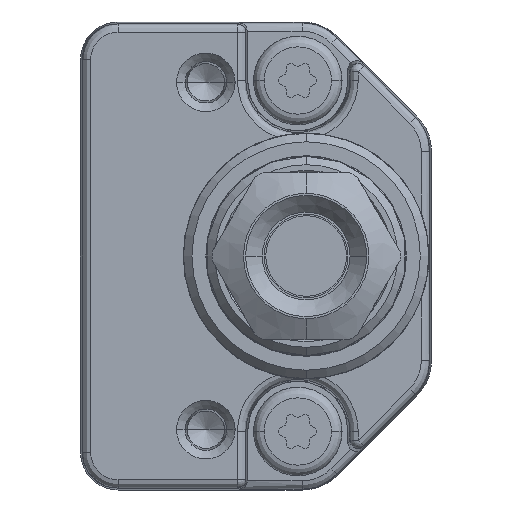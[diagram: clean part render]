
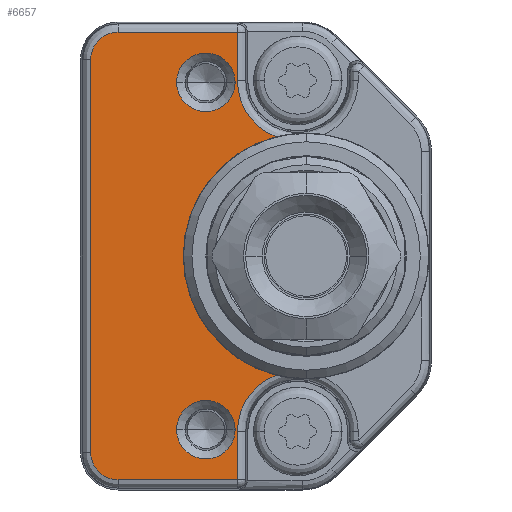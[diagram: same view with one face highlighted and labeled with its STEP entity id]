
A CAD part, left-side view. The second image highlights one B-rep face of the part: STEP entity #6657.
In plain terms, the highlighted planar face has unit normal (-1, 0, 0).
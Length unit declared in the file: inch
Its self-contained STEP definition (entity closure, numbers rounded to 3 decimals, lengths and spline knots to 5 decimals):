
#576=CARTESIAN_POINT('',(-13.,9.29653,-7.1271));
#704=CARTESIAN_POINT('',(-13.,9.29653,7.1271));
#727=CARTESIAN_POINT('',(-13.,8.,-10.5));
#728=DIRECTION('',(1.,0.,0.));
#729=DIRECTION('',(0.,1.,0.));
#730=AXIS2_PLACEMENT_3D('',#727,#728,#729);
#732=DIRECTION('',(0.,0.,1.));
#733=VECTOR('',#732,2.8909);
#734=CARTESIAN_POINT('',(-13.,11.61353,-13.3909));
#735=LINE('',#734,#733);
#736=DIRECTION('',(0.,-1.,0.));
#737=VECTOR('',#736,7.13647);
#738=CARTESIAN_POINT('',(-13.,18.75,-13.3909));
#739=LINE('',#738,#737);
#740=CARTESIAN_POINT('',(-13.,18.75,-11.75));
#741=DIRECTION('',(-1.,0.,0.));
#742=DIRECTION('',(0.,1.,0.));
#743=AXIS2_PLACEMENT_3D('',#740,#741,#742);
#745=DIRECTION('',(0.,0.,-1.));
#746=VECTOR('',#745,23.5);
#747=CARTESIAN_POINT('',(-13.,20.3909,11.75));
#748=LINE('',#747,#746);
#749=CARTESIAN_POINT('',(-13.,18.75,11.75));
#750=DIRECTION('',(-1.,0.,0.));
#751=DIRECTION('',(0.,0.,1.));
#752=AXIS2_PLACEMENT_3D('',#749,#750,#751);
#754=DIRECTION('',(0.,1.,0.));
#755=VECTOR('',#754,7.13647);
#756=CARTESIAN_POINT('',(-13.,11.61353,13.3909));
#757=LINE('',#756,#755);
#758=DIRECTION('',(0.,0.,1.));
#759=VECTOR('',#758,2.8909);
#760=CARTESIAN_POINT('',(-13.,11.61353,10.5));
#761=LINE('',#760,#759);
#762=CARTESIAN_POINT('',(-13.,8.,10.5));
#763=DIRECTION('',(1.,0.,0.));
#764=DIRECTION('',(0.,0.359,-0.933));
#765=AXIS2_PLACEMENT_3D('',#762,#763,#764);
#767=CARTESIAN_POINT('',(-13.,7.5,0.));
#768=DIRECTION('',(-1.,0.,0.));
#769=DIRECTION('',(0.,0.244,0.97));
#770=AXIS2_PLACEMENT_3D('',#767,#768,#769);
#772=CARTESIAN_POINT('',(-13.,13.5,-10.3923));
#773=DIRECTION('',(1.,0.,0.));
#774=DIRECTION('',(0.,-1.,0.));
#775=AXIS2_PLACEMENT_3D('',#772,#773,#774);
#777=CARTESIAN_POINT('',(-13.,13.5,-10.3923));
#778=DIRECTION('',(1.,0.,0.));
#779=DIRECTION('',(0.,1.,0.));
#780=AXIS2_PLACEMENT_3D('',#777,#778,#779);
#782=CARTESIAN_POINT('',(-13.,13.5,10.3923));
#783=DIRECTION('',(1.,0.,0.));
#784=DIRECTION('',(0.,-1.,0.));
#785=AXIS2_PLACEMENT_3D('',#782,#783,#784);
#787=CARTESIAN_POINT('',(-13.,13.5,10.3923));
#788=DIRECTION('',(1.,0.,0.));
#789=DIRECTION('',(0.,1.,0.));
#790=AXIS2_PLACEMENT_3D('',#787,#788,#789);
#4885=VERTEX_POINT('',#576);
#4886=VERTEX_POINT('',#704);
#4903=CARTESIAN_POINT('',(-13.,20.3909,-11.75));
#4904=CARTESIAN_POINT('',(-13.,18.75,-13.3909));
#4905=VERTEX_POINT('',#4903);
#4906=VERTEX_POINT('',#4904);
#4911=CARTESIAN_POINT('',(-13.,20.3909,11.75));
#4912=VERTEX_POINT('',#4911);
#4915=CARTESIAN_POINT('',(-13.,18.75,13.3909));
#4916=VERTEX_POINT('',#4915);
#4945=CARTESIAN_POINT('',(-13.,11.61353,-10.5));
#4946=VERTEX_POINT('',#4945);
#4947=CARTESIAN_POINT('',(-13.,11.61353,-13.3909));
#4948=VERTEX_POINT('',#4947);
#4965=CARTESIAN_POINT('',(-13.,11.61353,10.5));
#4966=VERTEX_POINT('',#4965);
#4967=CARTESIAN_POINT('',(-13.,11.61353,13.3909));
#4968=VERTEX_POINT('',#4967);
#5026=CARTESIAN_POINT('',(-13.,11.75,-10.3923));
#5027=CARTESIAN_POINT('',(-13.,15.25,-10.3923));
#5028=VERTEX_POINT('',#5026);
#5029=VERTEX_POINT('',#5027);
#5034=CARTESIAN_POINT('',(-13.,11.75,10.3923));
#5035=CARTESIAN_POINT('',(-13.,15.25,10.3923));
#5036=VERTEX_POINT('',#5034);
#5037=VERTEX_POINT('',#5035);
#6622=CARTESIAN_POINT('',(-13.,0.,0.));
#6623=DIRECTION('',(-1.,0.,0.));
#6624=DIRECTION('',(0.,0.,1.));
#6625=AXIS2_PLACEMENT_3D('',#6622,#6623,#6624);
#6626=PLANE('',#6625);
#6627=ORIENTED_EDGE('',*,*,#6470,.F.);
#6629=ORIENTED_EDGE('',*,*,#6628,.F.);
#6631=ORIENTED_EDGE('',*,*,#6630,.F.);
#6633=ORIENTED_EDGE('',*,*,#6632,.F.);
#6635=ORIENTED_EDGE('',*,*,#6634,.F.);
#6637=ORIENTED_EDGE('',*,*,#6636,.F.);
#6639=ORIENTED_EDGE('',*,*,#6638,.F.);
#6640=ORIENTED_EDGE('',*,*,#6613,.F.);
#6641=ORIENTED_EDGE('',*,*,#6571,.F.);
#6642=ORIENTED_EDGE('',*,*,#6485,.T.);
#6643=EDGE_LOOP('',(#6627,#6629,#6631,#6633,#6635,#6637,#6639,#6640,#6641,
#6642));
#6644=FACE_OUTER_BOUND('',#6643,.F.);
#6646=ORIENTED_EDGE('',*,*,#6645,.F.);
#6648=ORIENTED_EDGE('',*,*,#6647,.F.);
#6649=EDGE_LOOP('',(#6646,#6648));
#6650=FACE_BOUND('',#6649,.F.);
#6652=ORIENTED_EDGE('',*,*,#6651,.F.);
#6654=ORIENTED_EDGE('',*,*,#6653,.F.);
#6655=EDGE_LOOP('',(#6652,#6654));
#6656=FACE_BOUND('',#6655,.F.);
#6657=ADVANCED_FACE('',(#6644,#6650,#6656),#6626,.T.);
#731=CIRCLE('',#730,3.61353);
#744=CIRCLE('',#743,1.6409);
#753=CIRCLE('',#752,1.6409);
#766=CIRCLE('',#765,3.61353);
#771=CIRCLE('',#770,7.35);
#776=CIRCLE('',#775,1.75);
#781=CIRCLE('',#780,1.75);
#786=CIRCLE('',#785,1.75);
#791=CIRCLE('',#790,1.75);
#6470=EDGE_CURVE('',#4946,#4885,#731,.T.);
#6485=EDGE_CURVE('',#4886,#4885,#771,.T.);
#6571=EDGE_CURVE('',#4886,#4966,#766,.T.);
#6613=EDGE_CURVE('',#4966,#4968,#761,.T.);
#6628=EDGE_CURVE('',#4948,#4946,#735,.T.);
#6630=EDGE_CURVE('',#4906,#4948,#739,.T.);
#6632=EDGE_CURVE('',#4905,#4906,#744,.T.);
#6634=EDGE_CURVE('',#4912,#4905,#748,.T.);
#6636=EDGE_CURVE('',#4916,#4912,#753,.T.);
#6638=EDGE_CURVE('',#4968,#4916,#757,.T.);
#6645=EDGE_CURVE('',#5028,#5029,#776,.T.);
#6647=EDGE_CURVE('',#5029,#5028,#781,.T.);
#6651=EDGE_CURVE('',#5036,#5037,#786,.T.);
#6653=EDGE_CURVE('',#5037,#5036,#791,.T.);
